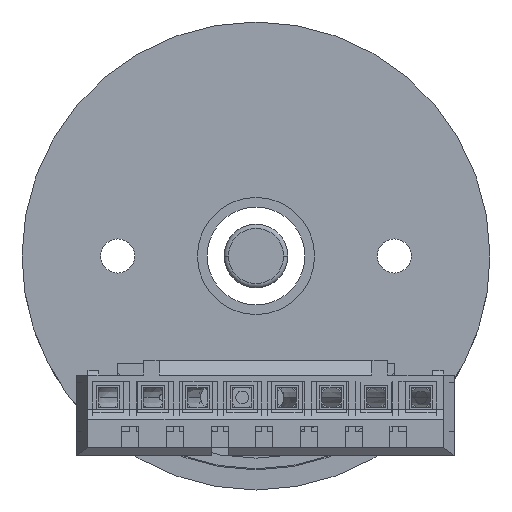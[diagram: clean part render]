
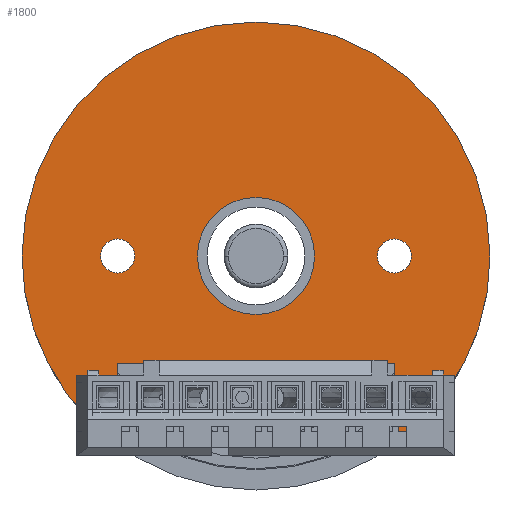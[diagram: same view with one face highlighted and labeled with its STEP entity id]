
A CAD part, front view. The second image highlights one B-rep face of the part: STEP entity #1800.
In plain terms, the highlighted planar face has unit normal (0, -1, 0).
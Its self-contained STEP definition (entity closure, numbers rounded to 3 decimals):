
#90 = CARTESIAN_POINT ( 'NONE',  ( 0., 0., -2.75 ) ) ;
#170 = FACE_BOUND ( 'NONE', #17301, .T. ) ;
#200 = LINE ( 'NONE', #7599, #7217 ) ;
#340 = EDGE_CURVE ( 'NONE', #9091, #12394, #6145, .T. ) ;
#406 = VECTOR ( 'NONE', #5668, 1000. ) ;
#486 = ORIENTED_EDGE ( 'NONE', *, *, #7684, .F. ) ;
#835 = LINE ( 'NONE', #8473, #406 ) ;
#1115 = DIRECTION ( 'NONE',  ( 0., -1., 0. ) ) ;
#1314 = CARTESIAN_POINT ( 'NONE',  ( 0., 0., 0. ) ) ;
#1800 = ADVANCED_FACE ( 'NONE', ( #3908, #170, #15102, #15552 ), #7456, .T. ) ;
#1932 = CARTESIAN_POINT ( 'NONE',  ( 2.75, 0., 6.5 ) ) ;
#1981 = CARTESIAN_POINT ( 'NONE',  ( 0., 0., 11. ) ) ;
#2079 = EDGE_LOOP ( 'NONE', ( #12767, #10968 ) ) ;
#2080 = EDGE_CURVE ( 'NONE', #7620, #18008, #6950, .T. ) ;
#2470 = DIRECTION ( 'NONE',  ( 0., -1., 0. ) ) ;
#2571 = DIRECTION ( 'NONE',  ( 0., -1., 0. ) ) ;
#2673 = CIRCLE ( 'NONE', #12670, 11. ) ;
#2690 = DIRECTION ( 'NONE',  ( 0., -1., 0. ) ) ;
#2735 = DIRECTION ( 'NONE',  ( 0., 0., -1. ) ) ;
#3397 = VERTEX_POINT ( 'NONE', #1981 ) ;
#3641 = VERTEX_POINT ( 'NONE', #11281 ) ;
#3908 = FACE_BOUND ( 'NONE', #4277, .T. ) ;
#4277 = EDGE_LOOP ( 'NONE', ( #6955, #13184 ) ) ;
#4467 = CARTESIAN_POINT ( 'NONE',  ( 0., 0., 2.75 ) ) ;
#4492 = CARTESIAN_POINT ( 'NONE',  ( 0., 0., 6.5 ) ) ;
#4814 = VECTOR ( 'NONE', #13095, 1000. ) ;
#5512 = ORIENTED_EDGE ( 'NONE', *, *, #13353, .T. ) ;
#5563 = EDGE_CURVE ( 'NONE', #6863, #3397, #14338, .T. ) ;
#5668 = DIRECTION ( 'NONE',  ( 0., 0., -1. ) ) ;
#5850 = AXIS2_PLACEMENT_3D ( 'NONE', #6465, #16289, #7877 ) ;
#5897 = DIRECTION ( 'NONE',  ( 0., 0., -1. ) ) ;
#5919 = CIRCLE ( 'NONE', #14637, 2.75 ) ;
#6145 = CIRCLE ( 'NONE', #9489, 0.8 ) ;
#6281 = CARTESIAN_POINT ( 'NONE',  ( 0., 0., 6.5 ) ) ;
#6300 = VERTEX_POINT ( 'NONE', #15481 ) ;
#6465 = CARTESIAN_POINT ( 'NONE',  ( 0., 0., -6.5 ) ) ;
#6617 = ORIENTED_EDGE ( 'NONE', *, *, #5563, .T. ) ;
#6811 = CARTESIAN_POINT ( 'NONE',  ( 0., 0., 5.7 ) ) ;
#6863 = VERTEX_POINT ( 'NONE', #16684 ) ;
#6950 = CIRCLE ( 'NONE', #11508, 0.8 ) ;
#6955 = ORIENTED_EDGE ( 'NONE', *, *, #16781, .F. ) ;
#7072 = DIRECTION ( 'NONE',  ( 0., -1., 0. ) ) ;
#7217 = VECTOR ( 'NONE', #14728, 1000. ) ;
#7344 = EDGE_CURVE ( 'NONE', #13729, #14632, #5919, .T. ) ;
#7456 = PLANE ( 'NONE',  #16566 ) ;
#7469 = CARTESIAN_POINT ( 'NONE',  ( 5.05, 0., -6.5 ) ) ;
#7599 = CARTESIAN_POINT ( 'NONE',  ( 2.75, 0., -6.5 ) ) ;
#7620 = VERTEX_POINT ( 'NONE', #8960 ) ;
#7683 = DIRECTION ( 'NONE',  ( 0., 0., -1. ) ) ;
#7684 = EDGE_CURVE ( 'NONE', #11797, #15117, #200, .T. ) ;
#7877 = DIRECTION ( 'NONE',  ( 0., 0., -1. ) ) ;
#8338 = AXIS2_PLACEMENT_3D ( 'NONE', #1314, #11144, #2735 ) ;
#8473 = CARTESIAN_POINT ( 'NONE',  ( 5.05, 0., 0. ) ) ;
#8828 = ORIENTED_EDGE ( 'NONE', *, *, #13862, .F. ) ;
#8871 = DIRECTION ( 'NONE',  ( 0., 0., -1. ) ) ;
#8873 = EDGE_CURVE ( 'NONE', #14632, #13729, #9114, .T. ) ;
#8960 = CARTESIAN_POINT ( 'NONE',  ( 0., 0., 7.3 ) ) ;
#8995 = LINE ( 'NONE', #1932, #4814 ) ;
#9091 = VERTEX_POINT ( 'NONE', #14278 ) ;
#9113 = AXIS2_PLACEMENT_3D ( 'NONE', #11108, #2690, #12495 ) ;
#9114 = CIRCLE ( 'NONE', #9113, 2.75 ) ;
#9489 = AXIS2_PLACEMENT_3D ( 'NONE', #10989, #2571, #12382 ) ;
#9536 = CARTESIAN_POINT ( 'NONE',  ( 0., 0., 0. ) ) ;
#10106 = EDGE_CURVE ( 'NONE', #12394, #9091, #13692, .T. ) ;
#10892 = CARTESIAN_POINT ( 'NONE',  ( 0., 0., 0. ) ) ;
#10958 = DIRECTION ( 'NONE',  ( 0., 0., -1. ) ) ;
#10968 = ORIENTED_EDGE ( 'NONE', *, *, #7344, .F. ) ;
#10989 = CARTESIAN_POINT ( 'NONE',  ( 0., 0., -6.5 ) ) ;
#11083 = AXIS2_PLACEMENT_3D ( 'NONE', #10892, #2470, #12280 ) ;
#11108 = CARTESIAN_POINT ( 'NONE',  ( 0., 0., 0. ) ) ;
#11144 = DIRECTION ( 'NONE',  ( 0., -1., 0. ) ) ;
#11188 = EDGE_CURVE ( 'NONE', #3397, #6300, #2673, .T. ) ;
#11281 = CARTESIAN_POINT ( 'NONE',  ( 5.05, 0., 6.5 ) ) ;
#11508 = AXIS2_PLACEMENT_3D ( 'NONE', #4492, #14311, #5897 ) ;
#11615 = CARTESIAN_POINT ( 'NONE',  ( 0., 0., -5.7 ) ) ;
#11797 = VERTEX_POINT ( 'NONE', #7469 ) ;
#11831 = ORIENTED_EDGE ( 'NONE', *, *, #11188, .T. ) ;
#11928 = ORIENTED_EDGE ( 'NONE', *, *, #340, .F. ) ;
#12280 = DIRECTION ( 'NONE',  ( 0., 0., -1. ) ) ;
#12382 = DIRECTION ( 'NONE',  ( 0., 0., -1. ) ) ;
#12394 = VERTEX_POINT ( 'NONE', #11615 ) ;
#12495 = DIRECTION ( 'NONE',  ( 0., 0., -1. ) ) ;
#12670 = AXIS2_PLACEMENT_3D ( 'NONE', #15500, #7072, #16908 ) ;
#12767 = ORIENTED_EDGE ( 'NONE', *, *, #8873, .F. ) ;
#12792 = CIRCLE ( 'NONE', #16487, 0.8 ) ;
#13040 = CARTESIAN_POINT ( 'NONE',  ( 2.75, 0., 0. ) ) ;
#13095 = DIRECTION ( 'NONE',  ( -1., 0., 0. ) ) ;
#13184 = ORIENTED_EDGE ( 'NONE', *, *, #2080, .F. ) ;
#13353 = EDGE_CURVE ( 'NONE', #6300, #15117, #13624, .T. ) ;
#13391 = ORIENTED_EDGE ( 'NONE', *, *, #10106, .F. ) ;
#13624 = CIRCLE ( 'NONE', #8338, 11. ) ;
#13692 = CIRCLE ( 'NONE', #5850, 0.8 ) ;
#13729 = VERTEX_POINT ( 'NONE', #4467 ) ;
#13862 = EDGE_CURVE ( 'NONE', #6863, #3641, #8995, .T. ) ;
#14278 = CARTESIAN_POINT ( 'NONE',  ( 0., 0., -7.3 ) ) ;
#14311 = DIRECTION ( 'NONE',  ( 0., -1., 0. ) ) ;
#14338 = CIRCLE ( 'NONE', #11083, 11. ) ;
#14589 = EDGE_CURVE ( 'NONE', #3641, #11797, #835, .T. ) ;
#14632 = VERTEX_POINT ( 'NONE', #90 ) ;
#14637 = AXIS2_PLACEMENT_3D ( 'NONE', #9536, #1115, #10958 ) ;
#14728 = DIRECTION ( 'NONE',  ( 1., 0., 0. ) ) ;
#15102 = FACE_OUTER_BOUND ( 'NONE', #17738, .T. ) ;
#15117 = VERTEX_POINT ( 'NONE', #17443 ) ;
#15481 = CARTESIAN_POINT ( 'NONE',  ( 0., 0., -11. ) ) ;
#15500 = CARTESIAN_POINT ( 'NONE',  ( 0., 0., 0. ) ) ;
#15552 = FACE_BOUND ( 'NONE', #2079, .T. ) ;
#16104 = DIRECTION ( 'NONE',  ( 0., -1., 0. ) ) ;
#16289 = DIRECTION ( 'NONE',  ( 0., -1., 0. ) ) ;
#16487 = AXIS2_PLACEMENT_3D ( 'NONE', #6281, #16104, #7683 ) ;
#16566 = AXIS2_PLACEMENT_3D ( 'NONE', #13040, #17285, #8871 ) ;
#16684 = CARTESIAN_POINT ( 'NONE',  ( 8.874, 0., 6.5 ) ) ;
#16781 = EDGE_CURVE ( 'NONE', #18008, #7620, #12792, .T. ) ;
#16908 = DIRECTION ( 'NONE',  ( 0., 0., -1. ) ) ;
#17285 = DIRECTION ( 'NONE',  ( 0., -1., 0. ) ) ;
#17301 = EDGE_LOOP ( 'NONE', ( #11928, #13391 ) ) ;
#17385 = ORIENTED_EDGE ( 'NONE', *, *, #14589, .F. ) ;
#17443 = CARTESIAN_POINT ( 'NONE',  ( 8.874, 0., -6.5 ) ) ;
#17738 = EDGE_LOOP ( 'NONE', ( #486, #17385, #8828, #6617, #11831, #5512 ) ) ;
#18008 = VERTEX_POINT ( 'NONE', #6811 ) ;
